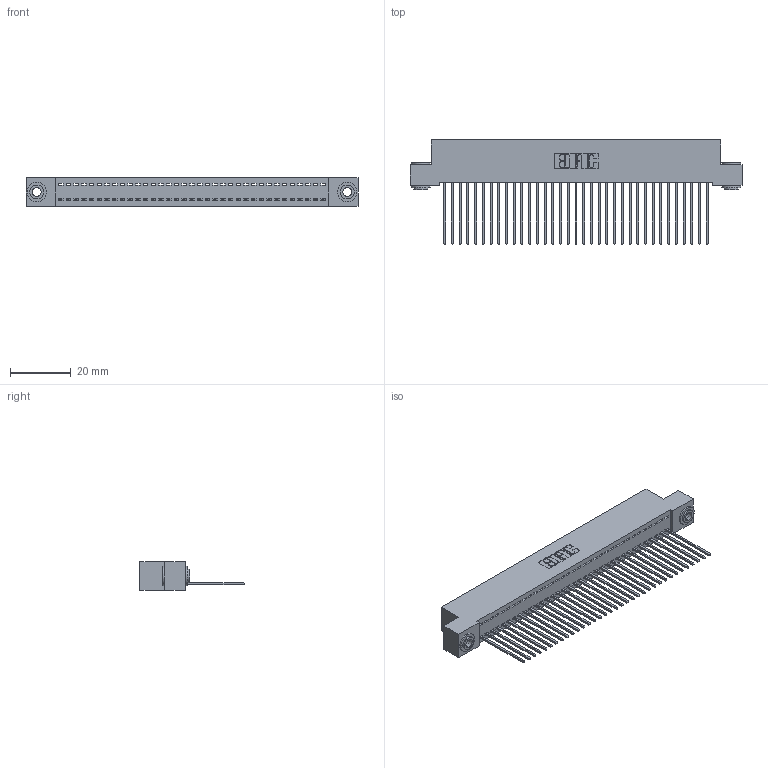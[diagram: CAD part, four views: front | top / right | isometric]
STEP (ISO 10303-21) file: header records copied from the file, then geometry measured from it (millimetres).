
FILE_DESCRIPTION (( 'STEP AP203' ), '1' );
FILE_NAME ('342-035-541-103.STEP', '2019-10-02T12:52:33', ( '' ), ( '' ), 'SwSTEP 2.0', 'SolidWorks 2016', '' );
FILE_SCHEMA (( 'CONFIG_CONTROL_DESIGN' ));
Length unit declared in the file: inch
Products named in the file (4): 342-035-541-103; 342 Part_.156 TH; 345-292-001_345-293-141; 342-250-002_345-250-002-102
Assembly tree (38 placements, depth 2):
  342-035-541-103
    342 Part_.156 TH
    345-292-001_345-293-141  x35
    342-250-002_345-250-002-102  x2
Bounding box: 109.22 x 34.3 x 9.4 mm (x, y, z)
Volume: 9689 mm3; surface area: 14980 mm2
Topology: 38 solids, 38 shells, 2178 faces, 6535 edges, 4306 vertices
Faces by surface type: plane 1546, cylinder 624, cone 8
Entity records: 22838 total; most frequent: CARTESIAN_POINT 3918, ORIENTED_EDGE 3882, DIRECTION 3353, EDGE_CURVE 1941, VECTOR 1789, LINE 1789, VERTEX_POINT 1290, AXIS2_PLACEMENT_3D 782
